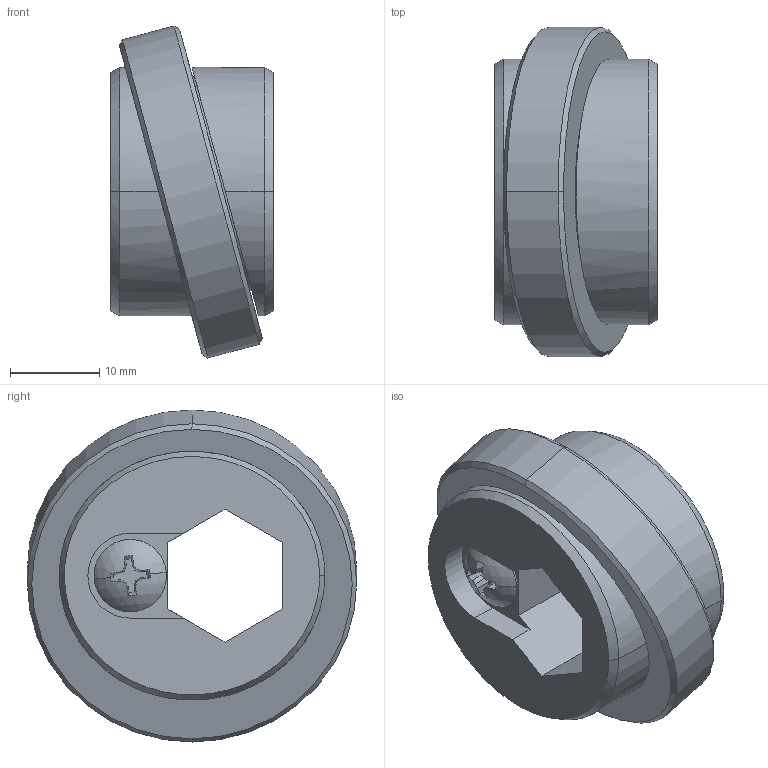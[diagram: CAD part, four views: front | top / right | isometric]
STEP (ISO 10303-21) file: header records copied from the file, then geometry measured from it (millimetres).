
FILE_DESCRIPTION (( 'STEP AP214' ), '1' );
FILE_NAME ('Armabot Eccentric Vectored Intake Wheel Right.STEP', '2020-01-25T20:05:54', ( 'gus' ), ( 'Microsoft' ), 'SwSTEP 2.0', 'SolidWorks 2015', '' );
FILE_SCHEMA (( 'AUTOMOTIVE_DESIGN' ));
Length unit declared in the file: inch
Products named in the file (5): 90528A111_RECTANGULAR PUSH NUTS_90528A111; 6805 bearing; VIW3alt; Armabot Eccentric Vectored Intake Wheel Right; 91770A150_18-8 SS TRUSS HEAD PHILLIPS MACHINE SCREW_91770A150
Assembly tree (4 placements, depth 2):
  Armabot Eccentric Vectored Intake Wheel Right
    VIW3alt
    6805 bearing
    90528A111_RECTANGULAR PUSH NUTS_90528A111
    91770A150_18-8 SS TRUSS HEAD PHILLIPS MACHINE SCREW_91770A150
Bounding box: 18.29 x 37 x 37.29 mm (x, y, z)
Volume: 11380.6 mm3; surface area: 6969.3 mm2
Topology: 4 solids, 4 shells, 147 faces, 388 edges, 252 vertices
Faces by surface type: plane 60, cylinder 53, cone 17, bspline 15, sphere 2
Entity records: 11201 total; most frequent: CARTESIAN_POINT 7644, ORIENTED_EDGE 776, DIRECTION 616, EDGE_CURVE 388, VERTEX_POINT 252, AXIS2_PLACEMENT_3D 215, LINE 186, VECTOR 186
